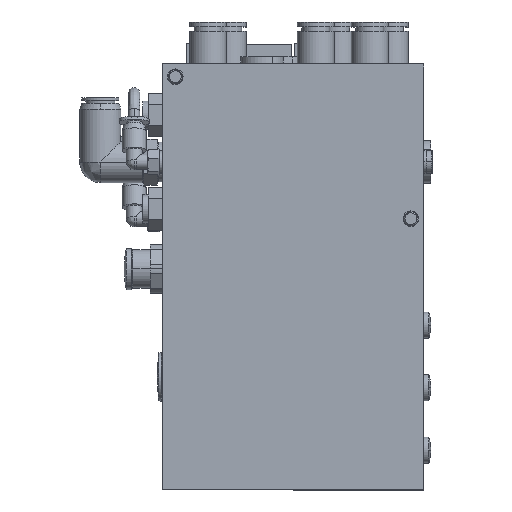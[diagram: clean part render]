
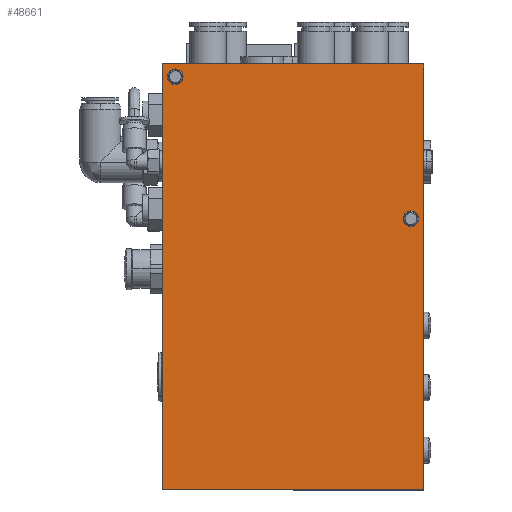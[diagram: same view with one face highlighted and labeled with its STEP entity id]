
A CAD part, top view. The second image highlights one B-rep face of the part: STEP entity #48661.
In plain terms, the highlighted planar face has unit normal (0, 0, 1).
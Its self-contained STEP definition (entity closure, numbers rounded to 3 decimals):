
#220 = LINE ( 'NONE', #6678, #22441 ) ;
#326 = ORIENTED_EDGE ( 'NONE', *, *, #18951, .T. ) ;
#520 = EDGE_CURVE ( 'NONE', #27581, #28316, #18686, .T. ) ;
#636 = VERTEX_POINT ( 'NONE', #60623 ) ;
#2652 = CIRCLE ( 'NONE', #42107, 2.75 ) ;
#2956 = CARTESIAN_POINT ( 'NONE',  ( -46., -75., 38. ) ) ;
#4422 = DIRECTION ( 'NONE',  ( -1., 0., 0. ) ) ;
#4861 = CARTESIAN_POINT ( 'NONE',  ( 46., 75., 38. ) ) ;
#5920 = CARTESIAN_POINT ( 'NONE',  ( -44.25, 70.5, 38. ) ) ;
#6678 = CARTESIAN_POINT ( 'NONE',  ( -46., 75., 38. ) ) ;
#7769 = ORIENTED_EDGE ( 'NONE', *, *, #18129, .T. ) ;
#7830 = AXIS2_PLACEMENT_3D ( 'NONE', #20141, #53225, #24890 ) ;
#7838 = VERTEX_POINT ( 'NONE', #5920 ) ;
#8188 = PLANE ( 'NONE',  #48327 ) ;
#11850 = VERTEX_POINT ( 'NONE', #42554 ) ;
#12958 = DIRECTION ( 'NONE',  ( 1., 0., 0. ) ) ;
#13298 = LINE ( 'NONE', #33708, #36937 ) ;
#14401 = EDGE_CURVE ( 'NONE', #15310, #11850, #45958, .T. ) ;
#15310 = VERTEX_POINT ( 'NONE', #56771 ) ;
#15829 = CARTESIAN_POINT ( 'NONE',  ( 46., -75., 38. ) ) ;
#16561 = ORIENTED_EDGE ( 'NONE', *, *, #14401, .T. ) ;
#17677 = EDGE_LOOP ( 'NONE', ( #7769, #22248, #18523, #45240 ) ) ;
#18129 = EDGE_CURVE ( 'NONE', #45598, #27581, #220, .T. ) ;
#18523 = ORIENTED_EDGE ( 'NONE', *, *, #28133, .T. ) ;
#18686 = LINE ( 'NONE', #2956, #42322 ) ;
#18951 = EDGE_CURVE ( 'NONE', #7838, #60982, #58600, .T. ) ;
#19997 = AXIS2_PLACEMENT_3D ( 'NONE', #61082, #32715, #4422 ) ;
#20141 = CARTESIAN_POINT ( 'NONE',  ( -41.5, 70.5, 38. ) ) ;
#20230 = EDGE_CURVE ( 'NONE', #11850, #15310, #31140, .T. ) ;
#21130 = CARTESIAN_POINT ( 'NONE',  ( -41.5, 70.5, 38. ) ) ;
#21568 = DIRECTION ( 'NONE',  ( 0., 0., -1. ) ) ;
#22248 = ORIENTED_EDGE ( 'NONE', *, *, #520, .T. ) ;
#22293 = CARTESIAN_POINT ( 'NONE',  ( -46., -75., 38. ) ) ;
#22441 = VECTOR ( 'NONE', #49279, 1000. ) ;
#24890 = DIRECTION ( 'NONE',  ( -1., 0., 0. ) ) ;
#25880 = DIRECTION ( 'NONE',  ( -1., 0., 0. ) ) ;
#27581 = VERTEX_POINT ( 'NONE', #36965 ) ;
#28133 = EDGE_CURVE ( 'NONE', #28316, #636, #28263, .T. ) ;
#28263 = LINE ( 'NONE', #4861, #51952 ) ;
#28316 = VERTEX_POINT ( 'NONE', #15829 ) ;
#31140 = CIRCLE ( 'NONE', #35992, 2.75 ) ;
#31625 = CARTESIAN_POINT ( 'NONE',  ( -38.75, 70.5, 38. ) ) ;
#32715 = DIRECTION ( 'NONE',  ( 0., 0., -1. ) ) ;
#33648 = EDGE_CURVE ( 'NONE', #60982, #7838, #2652, .T. ) ;
#33708 = CARTESIAN_POINT ( 'NONE',  ( -46., 75., 38. ) ) ;
#35992 = AXIS2_PLACEMENT_3D ( 'NONE', #49861, #21568, #54642 ) ;
#36801 = CARTESIAN_POINT ( 'NONE',  ( -46., 75., 38. ) ) ;
#36937 = VECTOR ( 'NONE', #43240, 1000. ) ;
#36965 = CARTESIAN_POINT ( 'NONE',  ( -46., -75., 38. ) ) ;
#38286 = FACE_BOUND ( 'NONE', #50910, .T. ) ;
#40035 = ORIENTED_EDGE ( 'NONE', *, *, #33648, .T. ) ;
#41271 = DIRECTION ( 'NONE',  ( 0., 0., 1. ) ) ;
#42107 = AXIS2_PLACEMENT_3D ( 'NONE', #21130, #54206, #25880 ) ;
#42322 = VECTOR ( 'NONE', #59596, 1000. ) ;
#42554 = CARTESIAN_POINT ( 'NONE',  ( 38.75, 20.5, 38. ) ) ;
#42680 = DIRECTION ( 'NONE',  ( 0., 1., 0. ) ) ;
#43240 = DIRECTION ( 'NONE',  ( -1., 0., 0. ) ) ;
#45240 = ORIENTED_EDGE ( 'NONE', *, *, #47266, .T. ) ;
#45598 = VERTEX_POINT ( 'NONE', #36801 ) ;
#45958 = CIRCLE ( 'NONE', #19997, 2.75 ) ;
#47266 = EDGE_CURVE ( 'NONE', #636, #45598, #13298, .T. ) ;
#48327 = AXIS2_PLACEMENT_3D ( 'NONE', #22293, #41271, #12958 ) ;
#48661 = ADVANCED_FACE ( 'NONE', ( #49431, #38286, #50908 ), #8188, .T. ) ;
#49279 = DIRECTION ( 'NONE',  ( 0., -1., 0. ) ) ;
#49431 = FACE_BOUND ( 'NONE', #49911, .T. ) ;
#49861 = CARTESIAN_POINT ( 'NONE',  ( 41.5, 20.5, 38. ) ) ;
#49911 = EDGE_LOOP ( 'NONE', ( #326, #40035 ) ) ;
#50908 = FACE_OUTER_BOUND ( 'NONE', #17677, .T. ) ;
#50910 = EDGE_LOOP ( 'NONE', ( #59972, #16561 ) ) ;
#51952 = VECTOR ( 'NONE', #42680, 1000. ) ;
#53225 = DIRECTION ( 'NONE',  ( 0., 0., -1. ) ) ;
#54206 = DIRECTION ( 'NONE',  ( 0., 0., -1. ) ) ;
#54642 = DIRECTION ( 'NONE',  ( -1., 0., 0. ) ) ;
#56771 = CARTESIAN_POINT ( 'NONE',  ( 44.25, 20.5, 38. ) ) ;
#58600 = CIRCLE ( 'NONE', #7830, 2.75 ) ;
#59596 = DIRECTION ( 'NONE',  ( 1., 0., 0. ) ) ;
#59972 = ORIENTED_EDGE ( 'NONE', *, *, #20230, .T. ) ;
#60623 = CARTESIAN_POINT ( 'NONE',  ( 46., 75., 38. ) ) ;
#60982 = VERTEX_POINT ( 'NONE', #31625 ) ;
#61082 = CARTESIAN_POINT ( 'NONE',  ( 41.5, 20.5, 38. ) ) ;
